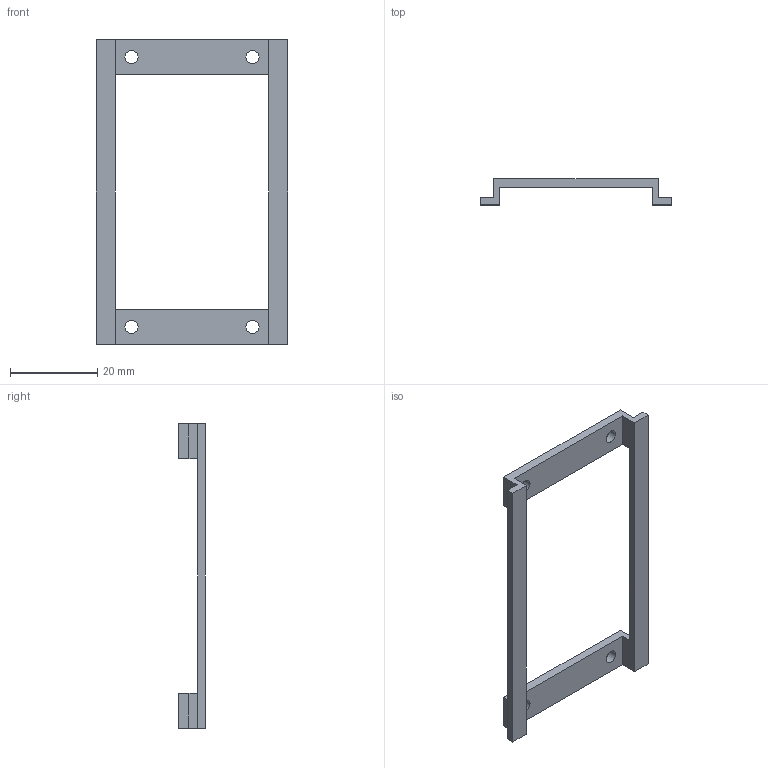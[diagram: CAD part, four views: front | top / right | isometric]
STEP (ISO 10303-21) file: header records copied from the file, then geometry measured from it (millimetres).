
FILE_DESCRIPTION(('CATIA V5 STEP Exchange'),'2;1');
FILE_NAME('PCB Tray.stp','2022-05-03T19:04:36+00:00',('none'),('none'),'CATIA Version 5-6 Release 2017','CATIA V5 STEP AP203','none');
FILE_SCHEMA(('CONFIG_CONTROL_DESIGN'));
Length unit declared in the file: millimetre
Products named in the file (1): PCB Tray
Bounding box: 44 x 6 x 70 mm (x, y, z)
Volume: 2295.9 mm3; surface area: 3420.7 mm2
Topology: 1 solids, 1 shells, 32 faces, 96 edges, 64 vertices
Faces by surface type: plane 24, cylinder 8
Entity records: 1051 total; most frequent: ORIENTED_EDGE 192, CARTESIAN_POINT 179, DIRECTION 132, EDGE_CURVE 96, VECTOR 80, LINE 80, VERTEX_POINT 64, EDGE_LOOP 40
